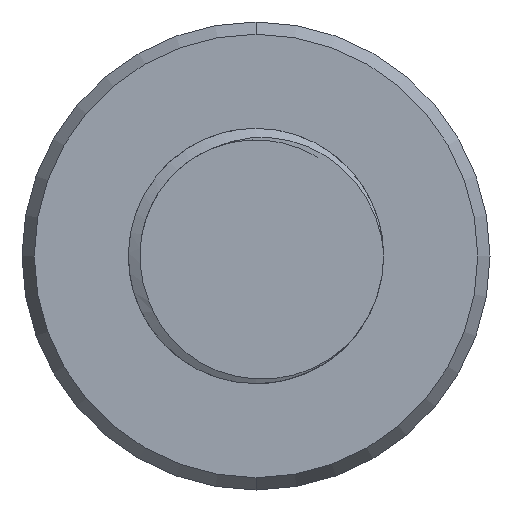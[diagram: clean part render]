
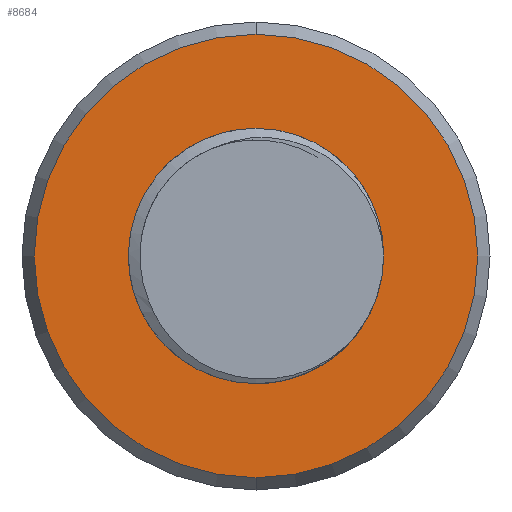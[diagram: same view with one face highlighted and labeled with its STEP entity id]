
A CAD part, front view. The second image highlights one B-rep face of the part: STEP entity #8684.
In plain terms, the highlighted planar face has unit normal (0, -1, 0).
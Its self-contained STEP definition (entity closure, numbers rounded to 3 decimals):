
#225 = EDGE_CURVE ( 'NONE', #2691, #2954, #4366, .T. ) ;
#257 = EDGE_CURVE ( 'NONE', #1269, #6675, #3562, .T. ) ;
#424 = CARTESIAN_POINT ( 'NONE',  ( 0., 0., 1.5 ) ) ;
#855 = CARTESIAN_POINT ( 'NONE',  ( 0., 0., -1.5 ) ) ;
#1230 = EDGE_CURVE ( 'NONE', #6675, #1269, #3437, .T. ) ;
#1269 = VERTEX_POINT ( 'NONE', #424 ) ;
#1450 = CARTESIAN_POINT ( 'NONE',  ( 0., 0., 0. ) ) ;
#1580 = PLANE ( 'NONE',  #3044 ) ;
#1677 = CARTESIAN_POINT ( 'NONE',  ( 0., 0., 0. ) ) ;
#1684 = DIRECTION ( 'NONE',  ( 0., 0., -1. ) ) ;
#1796 = AXIS2_PLACEMENT_3D ( 'NONE', #5338, #3752, #8195 ) ;
#2047 = ORIENTED_EDGE ( 'NONE', *, *, #1230, .F. ) ;
#2288 = CARTESIAN_POINT ( 'NONE',  ( 0., 0., 2.606 ) ) ;
#2320 = DIRECTION ( 'NONE',  ( 0., 0., -1. ) ) ;
#2498 = CARTESIAN_POINT ( 'NONE',  ( 0., 0., 0. ) ) ;
#2583 = CIRCLE ( 'NONE', #3413, 2.606 ) ;
#2691 = VERTEX_POINT ( 'NONE', #7018 ) ;
#2840 = CARTESIAN_POINT ( 'NONE',  ( 0., 0., 2.606 ) ) ;
#2954 = VERTEX_POINT ( 'NONE', #2840 ) ;
#3044 = AXIS2_PLACEMENT_3D ( 'NONE', #2288, #8123, #3718 ) ;
#3159 = DIRECTION ( 'NONE',  ( 0., -1., 0. ) ) ;
#3413 = AXIS2_PLACEMENT_3D ( 'NONE', #1450, #7995, #8745 ) ;
#3437 = CIRCLE ( 'NONE', #8074, 1.5 ) ;
#3562 = CIRCLE ( 'NONE', #6088, 1.5 ) ;
#3701 = ORIENTED_EDGE ( 'NONE', *, *, #225, .T. ) ;
#3718 = DIRECTION ( 'NONE',  ( 0., 0., 1. ) ) ;
#3743 = FACE_OUTER_BOUND ( 'NONE', #8493, .T. ) ;
#3752 = DIRECTION ( 'NONE',  ( 0., -1., 0. ) ) ;
#4366 = CIRCLE ( 'NONE', #1796, 2.606 ) ;
#5338 = CARTESIAN_POINT ( 'NONE',  ( 0., 0., 0. ) ) ;
#5937 = FACE_BOUND ( 'NONE', #9414, .T. ) ;
#6088 = AXIS2_PLACEMENT_3D ( 'NONE', #1677, #7459, #2320 ) ;
#6675 = VERTEX_POINT ( 'NONE', #855 ) ;
#7018 = CARTESIAN_POINT ( 'NONE',  ( 0., 0., -2.606 ) ) ;
#7253 = ORIENTED_EDGE ( 'NONE', *, *, #9413, .T. ) ;
#7459 = DIRECTION ( 'NONE',  ( 0., -1., 0. ) ) ;
#7995 = DIRECTION ( 'NONE',  ( 0., -1., 0. ) ) ;
#8074 = AXIS2_PLACEMENT_3D ( 'NONE', #2498, #3159, #1684 ) ;
#8123 = DIRECTION ( 'NONE',  ( 0., 1., 0. ) ) ;
#8195 = DIRECTION ( 'NONE',  ( 0., 0., -1. ) ) ;
#8493 = EDGE_LOOP ( 'NONE', ( #7253, #3701 ) ) ;
#8684 = ADVANCED_FACE ( 'NONE', ( #5937, #3743 ), #1580, .F. ) ;
#8745 = DIRECTION ( 'NONE',  ( 0., 0., -1. ) ) ;
#9311 = ORIENTED_EDGE ( 'NONE', *, *, #257, .F. ) ;
#9413 = EDGE_CURVE ( 'NONE', #2954, #2691, #2583, .T. ) ;
#9414 = EDGE_LOOP ( 'NONE', ( #2047, #9311 ) ) ;
